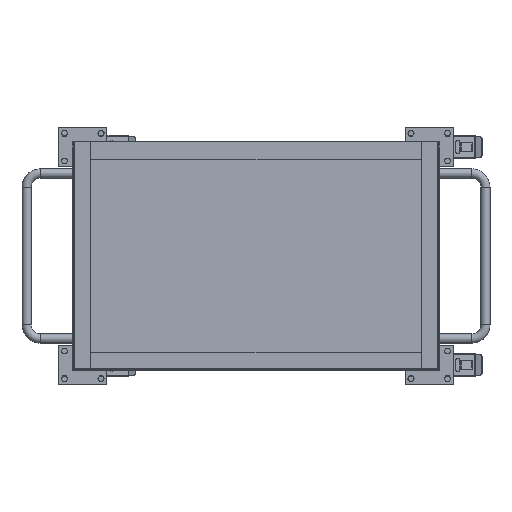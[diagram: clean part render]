
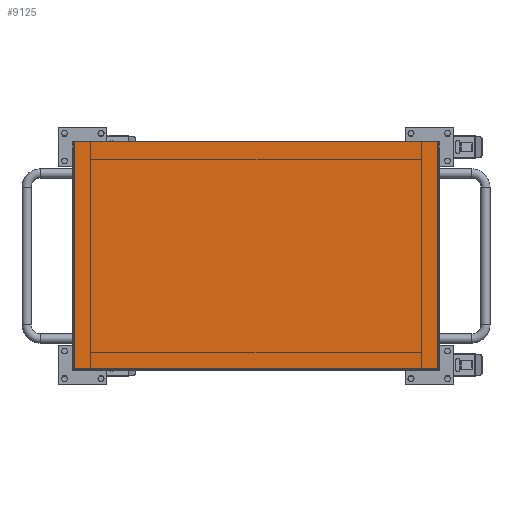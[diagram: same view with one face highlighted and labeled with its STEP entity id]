
A CAD part, front view. The second image highlights one B-rep face of the part: STEP entity #9125.
In plain terms, the highlighted face is planar.
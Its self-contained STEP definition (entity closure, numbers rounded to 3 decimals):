
#1257=PLANE($,#10183);
#1794=FACE_OUTER_BOUND($,#2636,.T.);
#2636=EDGE_LOOP($,(#8200,#8201,#8202,#8203));
#3088=LINE($,#21787,#3565);
#3099=LINE($,#21817,#3576);
#3119=LINE($,#21864,#3596);
#3120=LINE($,#21866,#3597);
#3565=VECTOR($,#12546,496.);
#3576=VECTOR($,#12581,496.);
#3596=VECTOR($,#12631,792.);
#3597=VECTOR($,#12634,792.);
#4873=VERTEX_POINT($,#21767);
#4874=VERTEX_POINT($,#21772);
#4880=VERTEX_POINT($,#21797);
#4883=VERTEX_POINT($,#21810);
#5972=EDGE_CURVE($,#4874,#4873,#3088,.T.);
#5987=EDGE_CURVE($,#4880,#4883,#3099,.T.);
#6011=EDGE_CURVE($,#4883,#4874,#3119,.T.);
#6012=EDGE_CURVE($,#4880,#4873,#3120,.T.);
#8200=ORIENTED_EDGE($,*,*,#5972,.T.);
#8201=ORIENTED_EDGE($,*,*,#6012,.F.);
#8202=ORIENTED_EDGE($,*,*,#5987,.T.);
#8203=ORIENTED_EDGE($,*,*,#6011,.T.);
#9125=ADVANCED_FACE($,(#1794),#1257,.T.);
#10183=AXIS2_PLACEMENT_3D($,#21865,#12632,#12633);
#12546=DIRECTION($,(-1.,0.,0.));
#12581=DIRECTION($,(1.,0.,0.));
#12631=DIRECTION($,(0.,0.,-1.));
#12632=DIRECTION('center_axis',(0.,1.,0.));
#12633=DIRECTION('ref_axis',(0.,0.,1.));
#12634=DIRECTION($,(0.,0.,-1.));
#21767=CARTESIAN_POINT('',(-500.,2.,4.));
#21772=CARTESIAN_POINT('',(-4.,2.,4.));
#21787=CARTESIAN_POINT($,(-375.,2.,4.));
#21797=CARTESIAN_POINT('',(-500.,2.,796.));
#21810=CARTESIAN_POINT('',(-4.,2.,796.));
#21817=CARTESIAN_POINT($,(-127.,2.,796.));
#21864=CARTESIAN_POINT($,(-4.,2.,202.));
#21865=CARTESIAN_POINT('Origin',(-250.,2.,400.));
#21866=CARTESIAN_POINT($,(-500.,2.,0.));
